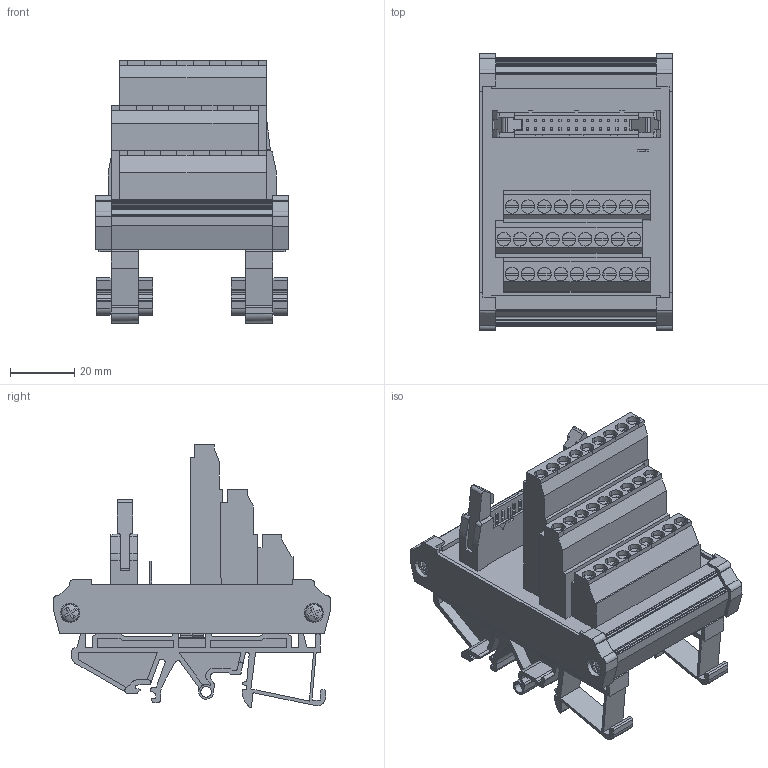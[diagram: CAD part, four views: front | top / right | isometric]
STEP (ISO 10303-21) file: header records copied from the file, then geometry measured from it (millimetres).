
FILE_DESCRIPTION(('CATIA V5R22 STEP214','CAx-IF Rec.Pracs.--- Model Styling and Organization---1.4--- 2014-01-23'),'2;1');
FILE_NAME ('031864-1_0', '2021-11-16T07:26:59+00:00', ('Weidmueller Interface'), ('Weidmueller'), 'CATIA Version 5-6 Release 2016 SP3 HF44', 'CATIA V5 STEP AP214', 'none');
FILE_SCHEMA(('AUTOMOTIVE_DESIGN { 1 0 10303 214 1 1 1 1 }'));
Products named in the file (1): 8012920000_RS F26 LP3R 3_27_
Bounding box: 60 x 86.4 x 81.95 mm (x, y, z)
Volume: 82939.9 mm3; surface area: 59559.9 mm2
Topology: 1 solids, 5 shells, 1545 faces, 4436 edges, 2926 vertices
Faces by surface type: plane 1160, cylinder 369, torus 8, sphere 8
Entity records: 54273 total; most frequent: CARTESIAN_POINT 12963, ORIENTED_EDGE 8872, DIRECTION 7088, EDGE_CURVE 4436, VECTOR 3426, LINE 3426, VERTEX_POINT 2926, AXIS2_PLACEMENT_3D 2120
